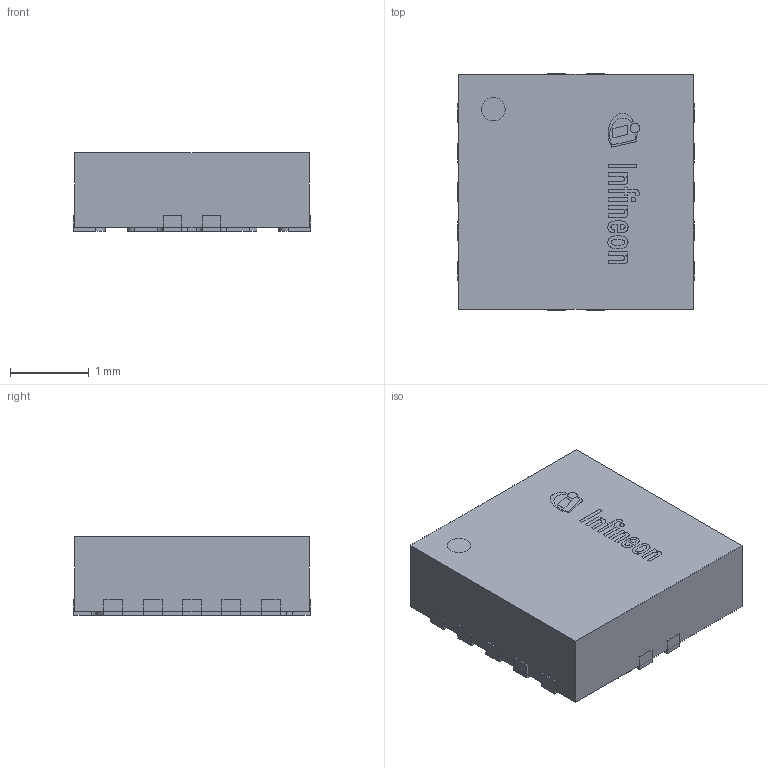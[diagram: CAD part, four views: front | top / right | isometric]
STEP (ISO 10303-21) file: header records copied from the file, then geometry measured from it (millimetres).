
FILE_DESCRIPTION(/* description */ (''),/* implementation_level */ '2;1');
FILE_NAME(/* name */ 'PG-VSON-10-5_Z8B00219056_V06_3D.stp',/* time_stamp */ '2023-09-08T12:42:50+05:00',/* author */ ('janartha'),/* organization */ (''),/* preprocessor_version */ 'ST-DEVELOPER v16.13',/* originating_system */ 'AutoCAD Mechanical',/* authorisation */ '');
FILE_SCHEMA (('AUTOMOTIVE_DESIGN { 1 0 10303 214 3 1 1 }'));
Length unit declared in the file: millimetre
Products named in the file (1): Product
Bounding box: 3 x 3 x 1 mm (x, y, z)
Surface area: 44.2 mm2
Topology: 25 solids, 25 shells, 215 faces, 492 edges, 328 vertices
Faces by surface type: plane 171, cylinder 26, bspline 18
Full cylindrical faces by diameter (mm): 0.06 x1, 0.122 x1, 0.3 x2
Entity records: 6302 total; most frequent: CARTESIAN_POINT 1478, ORIENTED_EDGE 976, DIRECTION 900, EDGE_CURVE 488, LINE 400, VECTOR 400, VERTEX_POINT 328, AXIS2_PLACEMENT_3D 250
